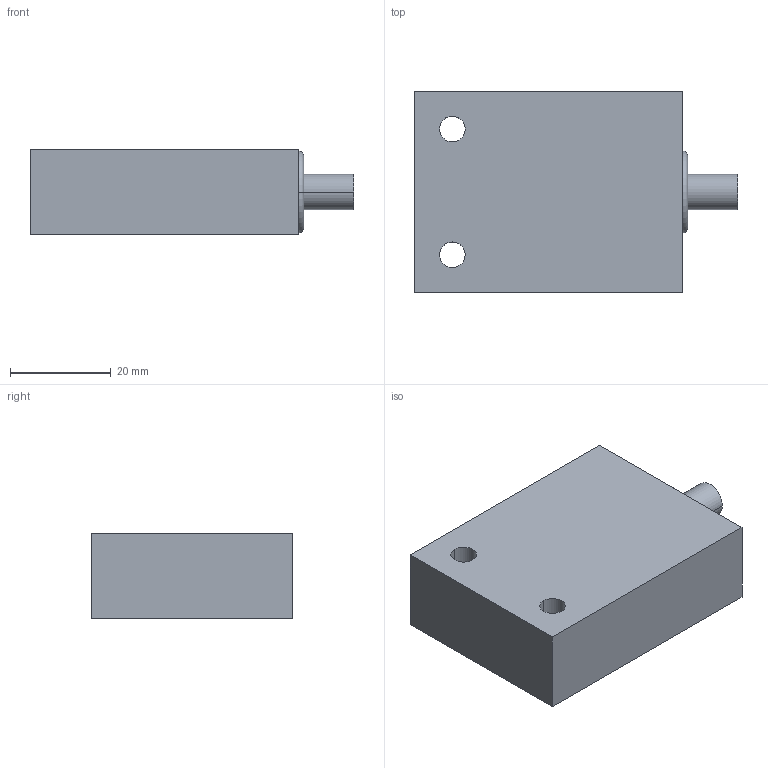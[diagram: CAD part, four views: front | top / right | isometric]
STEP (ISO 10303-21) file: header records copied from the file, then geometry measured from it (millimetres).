
FILE_DESCRIPTION((''),'2;1');
FILE_NAME('DM_CAD-3187','2017-08-10T',('creinig-se'),(''),'PRO/ENGINEER BY PARAMETRIC TECHNOLOGY CORPORATION, 2015440','PRO/ENGINEER BY PARAMETRIC TECHNOLOGY CORPORATION, 2015440','');
FILE_SCHEMA(('CONFIG_CONTROL_DESIGN'));
Length unit declared in the file: millimetre
Products named in the file (1): DM_CAD-3187
Bounding box: 64.4 x 40 x 17 mm (x, y, z)
Volume: 35502.9 mm3; surface area: 8344.1 mm2
Topology: 1 solids, 1 shells, 22 faces, 102 edges, 92 vertices
Faces by surface type: plane 10, cylinder 10, torus 2
Entity records: 1507 total; most frequent: DIRECTION 190, CARTESIAN_POINT 157, PRESENTATION_STYLE_ASSIGNMENT 119, STYLED_ITEM 116, CURVE_STYLE 109, ORIENTED_EDGE 96, COLOUR_RGB 70, AXIS2_PLACEMENT_3D 65
